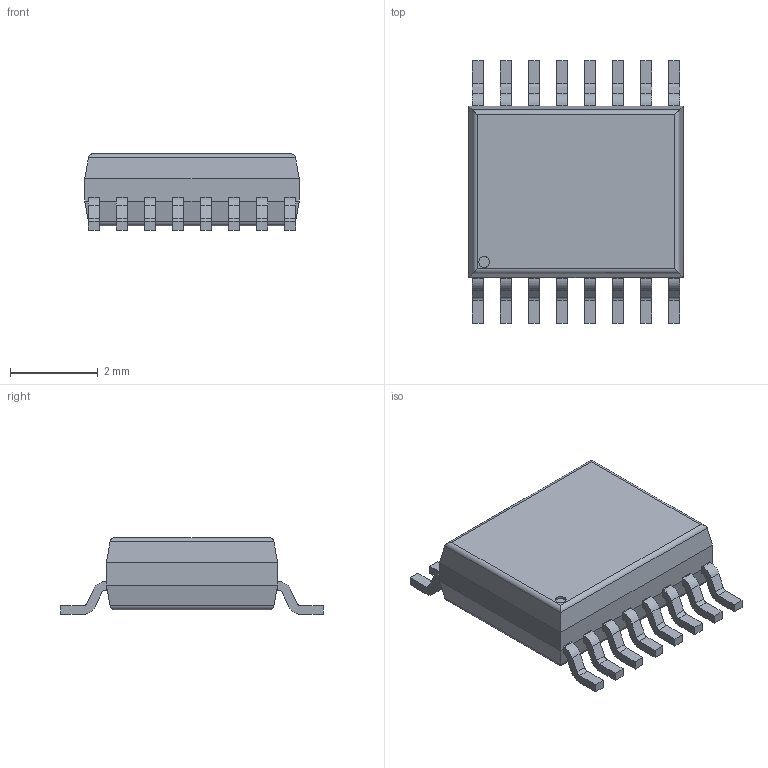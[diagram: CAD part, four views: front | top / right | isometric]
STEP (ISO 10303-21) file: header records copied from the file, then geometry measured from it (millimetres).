
FILE_DESCRIPTION (( 'STEP AP214' ), '1' );
FILE_NAME ( 'SOP16P64_490X599X175L84X25.STEP', '2022-05-28T00:45:54', ( '' ), ( '' ), '', '©2017 PCB Libraries, Inc.', '' );
FILE_SCHEMA (( 'AUTOMOTIVE_DESIGN' ));
Length unit declared in the file: millimetre
Products named in the file (1): SOP16P64_490X599X175L84X25
Bounding box: 4.9 x 6 x 1.75 mm (x, y, z)
Volume: 31.6 mm3; surface area: 83.6 mm2
Topology: 17 solids, 17 shells, 249 faces, 626 edges, 412 vertices
Faces by surface type: plane 175, cylinder 74
Entity records: 8325 total; most frequent: CARTESIAN_POINT 1312, ORIENTED_EDGE 1252, DIRECTION 1250, EDGE_CURVE 626, VECTOR 486, LINE 486, VERTEX_POINT 412, AXIS2_PLACEMENT_3D 382
